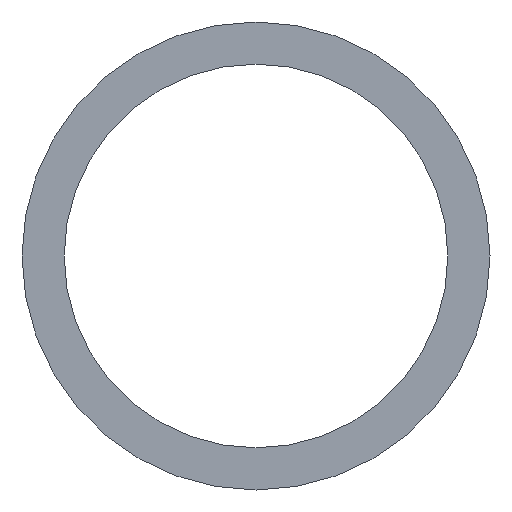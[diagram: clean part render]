
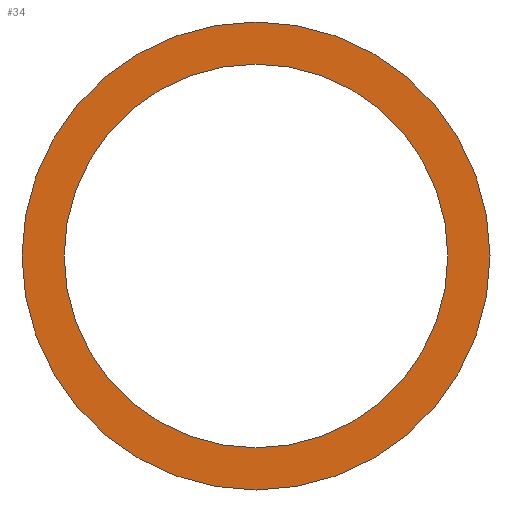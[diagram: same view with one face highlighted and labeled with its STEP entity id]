
A CAD part, front view. The second image highlights one B-rep face of the part: STEP entity #34.
In plain terms, the highlighted planar face has unit normal (0, -1, 0).
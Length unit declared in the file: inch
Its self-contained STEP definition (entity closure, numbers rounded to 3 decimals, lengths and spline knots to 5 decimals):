
#3 = CARTESIAN_POINT ( 'NONE',  ( 0., 0., -0.5 ) ) ;
#12 = CARTESIAN_POINT ( 'NONE',  ( 0., 0., 0.5 ) ) ;
#19 = FACE_OUTER_BOUND ( 'NONE', #102, .T. ) ;
#34 = ADVANCED_FACE ( 'NONE', ( #19, #153 ), #202, .F. ) ;
#49 = EDGE_CURVE ( 'NONE', #131, #105, #164, .T. ) ;
#58 = DIRECTION ( 'NONE',  ( 0., 0., 1. ) ) ;
#68 = DIRECTION ( 'NONE',  ( 0., 1., 0. ) ) ;
#76 = VERTEX_POINT ( 'NONE', #133 ) ;
#89 = ORIENTED_EDGE ( 'NONE', *, *, #176, .T. ) ;
#91 = CARTESIAN_POINT ( 'NONE',  ( 0., 0., 0. ) ) ;
#102 = EDGE_LOOP ( 'NONE', ( #109, #145 ) ) ;
#105 = VERTEX_POINT ( 'NONE', #3 ) ;
#109 = ORIENTED_EDGE ( 'NONE', *, *, #201, .F. ) ;
#119 = ORIENTED_EDGE ( 'NONE', *, *, #212, .T. ) ;
#131 = VERTEX_POINT ( 'NONE', #12 ) ;
#133 = CARTESIAN_POINT ( 'NONE',  ( 0., 0., 0.41 ) ) ;
#134 = AXIS2_PLACEMENT_3D ( 'NONE', #91, #68, #58 ) ;
#136 = DIRECTION ( 'NONE',  ( 0., 0., 1. ) ) ;
#139 = DIRECTION ( 'NONE',  ( 0., 1., 0. ) ) ;
#141 = CARTESIAN_POINT ( 'NONE',  ( 0., 0., 0. ) ) ;
#143 = EDGE_LOOP ( 'NONE', ( #89, #119 ) ) ;
#145 = ORIENTED_EDGE ( 'NONE', *, *, #49, .F. ) ;
#152 = DIRECTION ( 'NONE',  ( 0., 0., 1. ) ) ;
#153 = FACE_BOUND ( 'NONE', #143, .T. ) ;
#154 = DIRECTION ( 'NONE',  ( 0., 1., 0. ) ) ;
#158 = CARTESIAN_POINT ( 'NONE',  ( 0., 0., 0. ) ) ;
#164 = CIRCLE ( 'NONE', #134, 0.5 ) ;
#168 = AXIS2_PLACEMENT_3D ( 'NONE', #141, #139, #136 ) ;
#173 = DIRECTION ( 'NONE',  ( 0., 0., 1. ) ) ;
#175 = AXIS2_PLACEMENT_3D ( 'NONE', #158, #154, #152 ) ;
#176 = EDGE_CURVE ( 'NONE', #178, #76, #189, .T. ) ;
#178 = VERTEX_POINT ( 'NONE', #240 ) ;
#184 = CARTESIAN_POINT ( 'NONE',  ( 0., 0., 0. ) ) ;
#189 = CIRCLE ( 'NONE', #191, 0.41 ) ;
#191 = AXIS2_PLACEMENT_3D ( 'NONE', #206, #204, #195 ) ;
#195 = DIRECTION ( 'NONE',  ( 0., 0., 1. ) ) ;
#197 = DIRECTION ( 'NONE',  ( 0., 1., 0. ) ) ;
#201 = EDGE_CURVE ( 'NONE', #105, #131, #205, .T. ) ;
#202 = PLANE ( 'NONE',  #208 ) ;
#204 = DIRECTION ( 'NONE',  ( 0., 1., 0. ) ) ;
#205 = CIRCLE ( 'NONE', #175, 0.5 ) ;
#206 = CARTESIAN_POINT ( 'NONE',  ( 0., 0., 0. ) ) ;
#208 = AXIS2_PLACEMENT_3D ( 'NONE', #184, #197, #173 ) ;
#211 = CIRCLE ( 'NONE', #168, 0.41 ) ;
#212 = EDGE_CURVE ( 'NONE', #76, #178, #211, .T. ) ;
#240 = CARTESIAN_POINT ( 'NONE',  ( 0., 0., -0.41 ) ) ;
